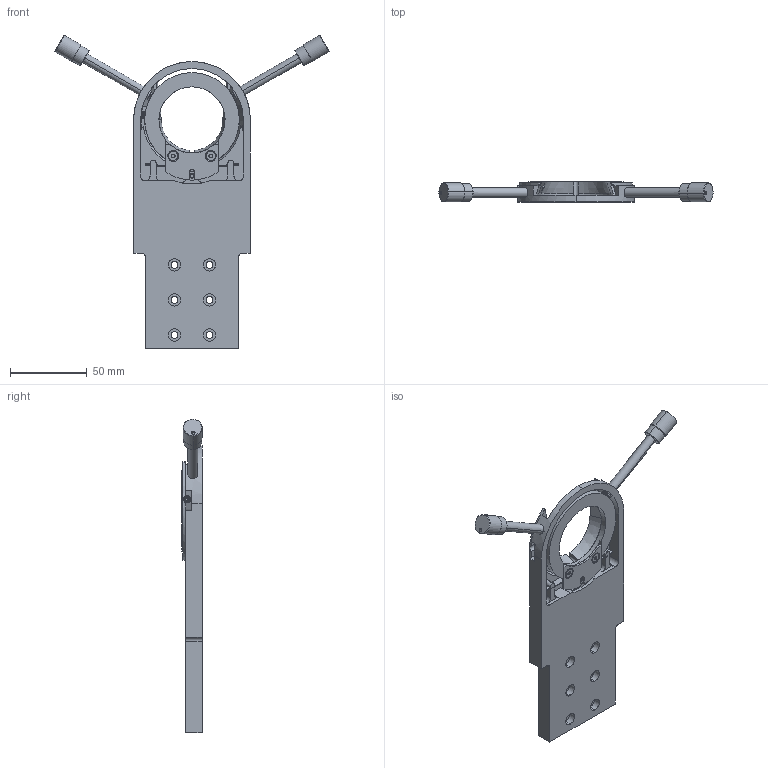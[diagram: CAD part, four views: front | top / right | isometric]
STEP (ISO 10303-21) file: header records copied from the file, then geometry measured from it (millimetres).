
FILE_DESCRIPTION (( 'STEP AP214' ), '1' );
FILE_NAME ('TTN030414-E0W.STEP', '2016-06-06T13:40:47', ( 'admin' ), ( '' ), 'SwSTEP 2.0', 'SolidWorks 2016', '' );
FILE_SCHEMA (( 'AUTOMOTIVE_DESIGN' ));
Length unit declared in the file: millimetre
Products named in the file (1): TTN030414-E0W
Bounding box: 178.86 x 13.31 x 204.38 mm (x, y, z)
Volume: 108611.4 mm3; surface area: 45212.2 mm2
Topology: 17 solids, 17 shells, 753 faces, 1933 edges, 1241 vertices
Faces by surface type: plane 286, cylinder 232, bspline 135, cone 80, sphere 16, torus 4
Entity records: 39347 total; most frequent: CARTESIAN_POINT 14142, ORIENTED_EDGE 3782, DIRECTION 2968, EDGE_CURVE 1891, VERTEX_POINT 1225, AXIS2_PLACEMENT_3D 1005, LINE 958, VECTOR 958
